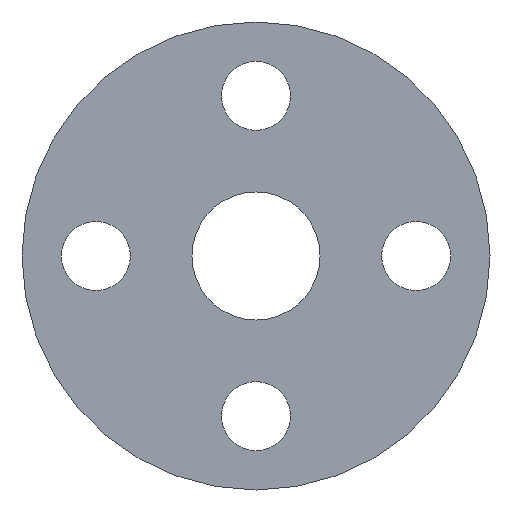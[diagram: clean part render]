
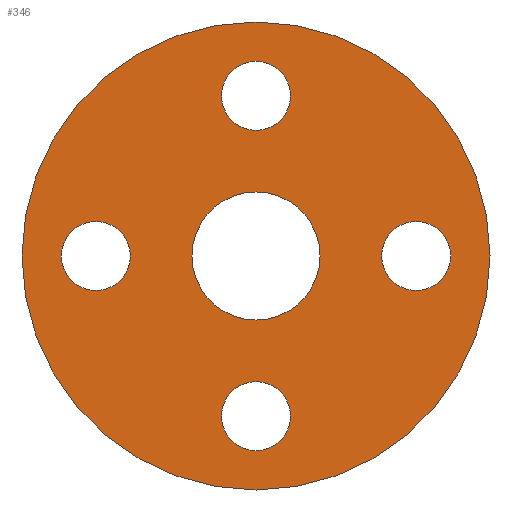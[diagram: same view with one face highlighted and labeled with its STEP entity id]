
A CAD part, front view. The second image highlights one B-rep face of the part: STEP entity #346.
In plain terms, the highlighted planar face has unit normal (0, -1, 0).
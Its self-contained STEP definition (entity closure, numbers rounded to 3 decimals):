
#1 = CIRCLE ( 'NONE', #301, 47.5 ) ;
#7 = EDGE_LOOP ( 'NONE', ( #195, #43 ) ) ;
#10 = DIRECTION ( 'NONE',  ( 0., -1., 0. ) ) ;
#13 = DIRECTION ( 'NONE',  ( 0., 0., -1. ) ) ;
#14 = ORIENTED_EDGE ( 'NONE', *, *, #61, .F. ) ;
#37 = DIRECTION ( 'NONE',  ( 0., 0., 1. ) ) ;
#43 = ORIENTED_EDGE ( 'NONE', *, *, #336, .F. ) ;
#54 = DIRECTION ( 'NONE',  ( 0., 0., -1. ) ) ;
#59 = ORIENTED_EDGE ( 'NONE', *, *, #275, .T. ) ;
#61 = EDGE_CURVE ( 'NONE', #106, #323, #71, .T. ) ;
#64 = CARTESIAN_POINT ( 'NONE',  ( -32.5, 0., 0. ) ) ;
#67 = CARTESIAN_POINT ( 'NONE',  ( -32.5, 0., 0. ) ) ;
#70 = AXIS2_PLACEMENT_3D ( 'NONE', #321, #593, #37 ) ;
#71 = CIRCLE ( 'NONE', #405, 47.5 ) ;
#73 = DIRECTION ( 'NONE',  ( 0., 0., -1. ) ) ;
#74 = EDGE_CURVE ( 'NONE', #104, #319, #484, .T. ) ;
#78 = CIRCLE ( 'NONE', #535, 7. ) ;
#80 = EDGE_CURVE ( 'NONE', #562, #583, #558, .T. ) ;
#89 = EDGE_LOOP ( 'NONE', ( #360, #416 ) ) ;
#96 = DIRECTION ( 'NONE',  ( 0., 0., -1. ) ) ;
#99 = FACE_OUTER_BOUND ( 'NONE', #465, .T. ) ;
#103 = DIRECTION ( 'NONE',  ( 0., -1., 0. ) ) ;
#104 = VERTEX_POINT ( 'NONE', #297 ) ;
#106 = VERTEX_POINT ( 'NONE', #531 ) ;
#126 = DIRECTION ( 'NONE',  ( 0., -1., 0. ) ) ;
#147 = FACE_BOUND ( 'NONE', #7, .T. ) ;
#149 = CARTESIAN_POINT ( 'NONE',  ( 32.5, 0., 0. ) ) ;
#150 = ORIENTED_EDGE ( 'NONE', *, *, #410, .T. ) ;
#155 = CIRCLE ( 'NONE', #414, 7. ) ;
#157 = EDGE_LOOP ( 'NONE', ( #245, #188 ) ) ;
#163 = CARTESIAN_POINT ( 'NONE',  ( -32.5, 0., -7. ) ) ;
#165 = CIRCLE ( 'NONE', #501, 7. ) ;
#173 = CIRCLE ( 'NONE', #70, 13. ) ;
#187 = CARTESIAN_POINT ( 'NONE',  ( 32.5, 0., 7. ) ) ;
#188 = ORIENTED_EDGE ( 'NONE', *, *, #225, .F. ) ;
#194 = CARTESIAN_POINT ( 'NONE',  ( 0., 0., 47.5 ) ) ;
#195 = ORIENTED_EDGE ( 'NONE', *, *, #74, .F. ) ;
#198 = VERTEX_POINT ( 'NONE', #456 ) ;
#209 = DIRECTION ( 'NONE',  ( 0., 1., 0. ) ) ;
#225 = EDGE_CURVE ( 'NONE', #411, #560, #300, .T. ) ;
#226 = AXIS2_PLACEMENT_3D ( 'NONE', #303, #474, #73 ) ;
#231 = FACE_BOUND ( 'NONE', #157, .T. ) ;
#238 = DIRECTION ( 'NONE',  ( 0., 0., 1. ) ) ;
#242 = AXIS2_PLACEMENT_3D ( 'NONE', #513, #103, #554 ) ;
#245 = ORIENTED_EDGE ( 'NONE', *, *, #313, .F. ) ;
#248 = DIRECTION ( 'NONE',  ( 0., -1., 0. ) ) ;
#255 = CARTESIAN_POINT ( 'NONE',  ( -32.5, 0., 7. ) ) ;
#256 = DIRECTION ( 'NONE',  ( 0., -1., 0. ) ) ;
#267 = EDGE_LOOP ( 'NONE', ( #59, #150 ) ) ;
#275 = EDGE_CURVE ( 'NONE', #576, #198, #173, .T. ) ;
#278 = FACE_BOUND ( 'NONE', #267, .T. ) ;
#282 = CIRCLE ( 'NONE', #402, 7. ) ;
#290 = DIRECTION ( 'NONE',  ( 0., 0., -1. ) ) ;
#297 = CARTESIAN_POINT ( 'NONE',  ( 0., 0., 25.5 ) ) ;
#300 = CIRCLE ( 'NONE', #462, 7. ) ;
#301 = AXIS2_PLACEMENT_3D ( 'NONE', #563, #476, #341 ) ;
#303 = CARTESIAN_POINT ( 'NONE',  ( 0., 0., 32.5 ) ) ;
#305 = ORIENTED_EDGE ( 'NONE', *, *, #544, .F. ) ;
#309 = CIRCLE ( 'NONE', #451, 13. ) ;
#313 = EDGE_CURVE ( 'NONE', #560, #411, #165, .T. ) ;
#319 = VERTEX_POINT ( 'NONE', #464 ) ;
#321 = CARTESIAN_POINT ( 'NONE',  ( 0., 0., 0. ) ) ;
#322 = CARTESIAN_POINT ( 'NONE',  ( 0., 0., -32.5 ) ) ;
#323 = VERTEX_POINT ( 'NONE', #194 ) ;
#328 = CARTESIAN_POINT ( 'NONE',  ( 0., 0., 32.5 ) ) ;
#331 = EDGE_CURVE ( 'NONE', #398, #571, #511, .T. ) ;
#332 = DIRECTION ( 'NONE',  ( 0., 1., 0. ) ) ;
#334 = CARTESIAN_POINT ( 'NONE',  ( 0., 0., -25.5 ) ) ;
#336 = EDGE_CURVE ( 'NONE', #319, #104, #155, .T. ) ;
#337 = CARTESIAN_POINT ( 'NONE',  ( 0., 0., -39.5 ) ) ;
#338 = DIRECTION ( 'NONE',  ( 0., 0., 1. ) ) ;
#341 = DIRECTION ( 'NONE',  ( 0., 0., 1. ) ) ;
#346 = ADVANCED_FACE ( 'NONE', ( #231, #147, #418, #552, #278, #99 ), #424, .T. ) ;
#360 = ORIENTED_EDGE ( 'NONE', *, *, #478, .F. ) ;
#372 = CARTESIAN_POINT ( 'NONE',  ( 0., 0., 0. ) ) ;
#377 = EDGE_LOOP ( 'NONE', ( #419, #305 ) ) ;
#388 = CARTESIAN_POINT ( 'NONE',  ( 0., 0., 0. ) ) ;
#389 = DIRECTION ( 'NONE',  ( 0., -1., 0. ) ) ;
#394 = CARTESIAN_POINT ( 'NONE',  ( 32.5, 0., 0. ) ) ;
#397 = DIRECTION ( 'NONE',  ( 0., 0., -1. ) ) ;
#398 = VERTEX_POINT ( 'NONE', #334 ) ;
#402 = AXIS2_PLACEMENT_3D ( 'NONE', #322, #389, #290 ) ;
#405 = AXIS2_PLACEMENT_3D ( 'NONE', #388, #209, #338 ) ;
#410 = EDGE_CURVE ( 'NONE', #198, #576, #309, .T. ) ;
#411 = VERTEX_POINT ( 'NONE', #187 ) ;
#414 = AXIS2_PLACEMENT_3D ( 'NONE', #328, #461, #13 ) ;
#416 = ORIENTED_EDGE ( 'NONE', *, *, #331, .F. ) ;
#418 = FACE_BOUND ( 'NONE', #377, .T. ) ;
#419 = ORIENTED_EDGE ( 'NONE', *, *, #80, .F. ) ;
#424 = PLANE ( 'NONE',  #242 ) ;
#429 = DIRECTION ( 'NONE',  ( 0., 0., -1. ) ) ;
#434 = CARTESIAN_POINT ( 'NONE',  ( 32.5, 0., -7. ) ) ;
#451 = AXIS2_PLACEMENT_3D ( 'NONE', #372, #332, #238 ) ;
#456 = CARTESIAN_POINT ( 'NONE',  ( 0., 0., -13. ) ) ;
#461 = DIRECTION ( 'NONE',  ( 0., -1., 0. ) ) ;
#462 = AXIS2_PLACEMENT_3D ( 'NONE', #394, #126, #397 ) ;
#464 = CARTESIAN_POINT ( 'NONE',  ( 0., 0., 39.5 ) ) ;
#465 = EDGE_LOOP ( 'NONE', ( #504, #14 ) ) ;
#474 = DIRECTION ( 'NONE',  ( 0., -1., 0. ) ) ;
#476 = DIRECTION ( 'NONE',  ( 0., 1., 0. ) ) ;
#478 = EDGE_CURVE ( 'NONE', #571, #398, #282, .T. ) ;
#480 = AXIS2_PLACEMENT_3D ( 'NONE', #64, #256, #564 ) ;
#484 = CIRCLE ( 'NONE', #226, 7. ) ;
#501 = AXIS2_PLACEMENT_3D ( 'NONE', #149, #518, #96 ) ;
#504 = ORIENTED_EDGE ( 'NONE', *, *, #523, .F. ) ;
#506 = CARTESIAN_POINT ( 'NONE',  ( 0., 0., -32.5 ) ) ;
#511 = CIRCLE ( 'NONE', #528, 7. ) ;
#513 = CARTESIAN_POINT ( 'NONE',  ( 0., 0., 47.5 ) ) ;
#518 = DIRECTION ( 'NONE',  ( 0., -1., 0. ) ) ;
#523 = EDGE_CURVE ( 'NONE', #323, #106, #1, .T. ) ;
#526 = CARTESIAN_POINT ( 'NONE',  ( 0., 0., 13. ) ) ;
#528 = AXIS2_PLACEMENT_3D ( 'NONE', #506, #10, #54 ) ;
#531 = CARTESIAN_POINT ( 'NONE',  ( 0., 0., -47.5 ) ) ;
#535 = AXIS2_PLACEMENT_3D ( 'NONE', #67, #248, #429 ) ;
#544 = EDGE_CURVE ( 'NONE', #583, #562, #78, .T. ) ;
#552 = FACE_BOUND ( 'NONE', #89, .T. ) ;
#554 = DIRECTION ( 'NONE',  ( 0., 0., -1. ) ) ;
#558 = CIRCLE ( 'NONE', #480, 7. ) ;
#560 = VERTEX_POINT ( 'NONE', #434 ) ;
#562 = VERTEX_POINT ( 'NONE', #163 ) ;
#563 = CARTESIAN_POINT ( 'NONE',  ( 0., 0., 0. ) ) ;
#564 = DIRECTION ( 'NONE',  ( 0., 0., -1. ) ) ;
#571 = VERTEX_POINT ( 'NONE', #337 ) ;
#576 = VERTEX_POINT ( 'NONE', #526 ) ;
#583 = VERTEX_POINT ( 'NONE', #255 ) ;
#593 = DIRECTION ( 'NONE',  ( 0., 1., 0. ) ) ;
